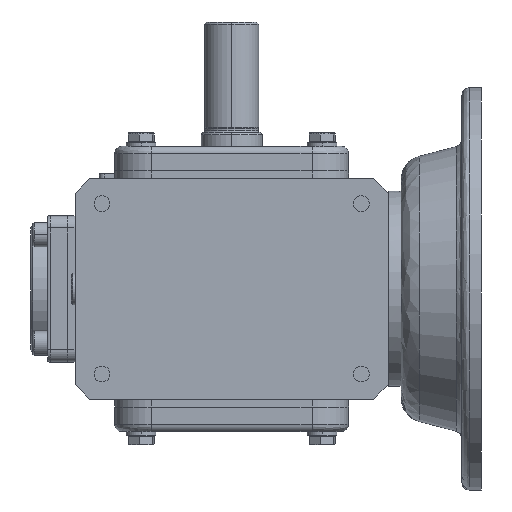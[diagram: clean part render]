
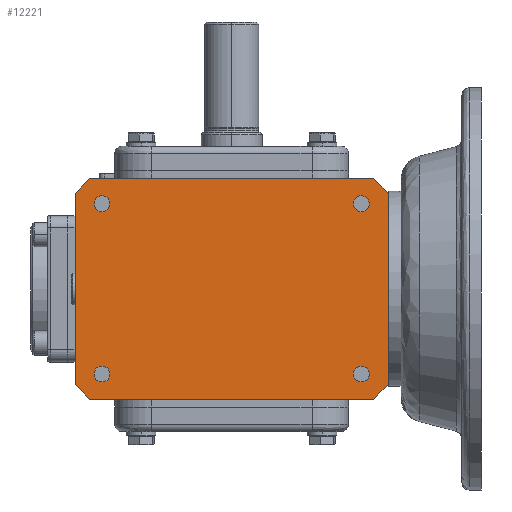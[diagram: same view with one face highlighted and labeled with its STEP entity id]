
A CAD part, front view. The second image highlights one B-rep face of the part: STEP entity #12221.
In plain terms, the highlighted planar face has unit normal (0, -1, 0).
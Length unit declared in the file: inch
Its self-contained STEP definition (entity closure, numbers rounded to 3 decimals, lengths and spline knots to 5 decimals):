
#44 = ORIENTED_EDGE ( 'NONE', *, *, #10756, .T. ) ;
#72 = VECTOR ( 'NONE', #4774, 39.37008 ) ;
#175 = VECTOR ( 'NONE', #2132, 39.37008 ) ;
#189 = CARTESIAN_POINT ( 'NONE',  ( 2.52953, -2.06181, -1.54528 ) ) ;
#194 = DIRECTION ( 'NONE',  ( 0., 1., 0. ) ) ;
#388 = VERTEX_POINT ( 'NONE', #189 ) ;
#391 = CARTESIAN_POINT ( 'NONE',  ( -2.09409, -2.06181, -1.375 ) ) ;
#400 = CARTESIAN_POINT ( 'NONE',  ( 2.09409, -2.06181, -1.375 ) ) ;
#652 = ORIENTED_EDGE ( 'NONE', *, *, #17663, .T. ) ;
#747 = DIRECTION ( 'NONE',  ( 0., 0., -1. ) ) ;
#907 = AXIS2_PLACEMENT_3D ( 'NONE', #17478, #8991, #3529 ) ;
#1013 = EDGE_CURVE ( 'NONE', #18276, #13333, #13831, .T. ) ;
#1119 = CARTESIAN_POINT ( 'NONE',  ( -2.52953, -2.06181, -1.7815 ) ) ;
#1318 = ORIENTED_EDGE ( 'NONE', *, *, #13259, .T. ) ;
#1395 = FACE_BOUND ( 'NONE', #14322, .T. ) ;
#1672 = CARTESIAN_POINT ( 'NONE',  ( -2.09409, -2.06181, 1.375 ) ) ;
#1865 = LINE ( 'NONE', #13894, #13386 ) ;
#2132 = DIRECTION ( 'NONE',  ( -1., 0., 0. ) ) ;
#2343 = CARTESIAN_POINT ( 'NONE',  ( -2.09409, -2.06181, -1.5035 ) ) ;
#2435 = CIRCLE ( 'NONE', #12378, 0.1285 ) ;
#2686 = DIRECTION ( 'NONE',  ( 0., 1., 0. ) ) ;
#2796 = EDGE_CURVE ( 'NONE', #17157, #11084, #2435, .T. ) ;
#2920 = EDGE_CURVE ( 'NONE', #6207, #4637, #5776, .T. ) ;
#3247 = CIRCLE ( 'NONE', #3689, 0.1285 ) ;
#3262 = DIRECTION ( 'NONE',  ( 0., 0., -1. ) ) ;
#3266 = ORIENTED_EDGE ( 'NONE', *, *, #8239, .T. ) ;
#3475 = PLANE ( 'NONE',  #18038 ) ;
#3492 = CARTESIAN_POINT ( 'NONE',  ( -2.09409, -2.06181, -1.375 ) ) ;
#3529 = DIRECTION ( 'NONE',  ( 0., 0., -1. ) ) ;
#3532 = CARTESIAN_POINT ( 'NONE',  ( -2.09409, -2.06181, -1.2465 ) ) ;
#3541 = VERTEX_POINT ( 'NONE', #4967 ) ;
#3599 = CARTESIAN_POINT ( 'NONE',  ( -2.52953, -2.06181, 1.54528 ) ) ;
#3603 = DIRECTION ( 'NONE',  ( -0.707, 0., 0.707 ) ) ;
#3659 = DIRECTION ( 'NONE',  ( 0., -1., 0. ) ) ;
#3689 = AXIS2_PLACEMENT_3D ( 'NONE', #14975, #12243, #747 ) ;
#4296 = DIRECTION ( 'NONE',  ( 0., 1., 0. ) ) ;
#4357 = DIRECTION ( 'NONE',  ( 0., 0., -1. ) ) ;
#4591 = VERTEX_POINT ( 'NONE', #3599 ) ;
#4637 = VERTEX_POINT ( 'NONE', #3532 ) ;
#4774 = DIRECTION ( 'NONE',  ( -0.707, 0., -0.707 ) ) ;
#4967 = CARTESIAN_POINT ( 'NONE',  ( 2.29331, -2.06181, -1.7815 ) ) ;
#5008 = CIRCLE ( 'NONE', #907, 0.1285 ) ;
#5036 = VERTEX_POINT ( 'NONE', #5774 ) ;
#5202 = FACE_OUTER_BOUND ( 'NONE', #10748, .T. ) ;
#5229 = AXIS2_PLACEMENT_3D ( 'NONE', #18088, #2686, #16835 ) ;
#5774 = CARTESIAN_POINT ( 'NONE',  ( -2.52953, -2.06181, -1.54528 ) ) ;
#5776 = CIRCLE ( 'NONE', #10721, 0.1285 ) ;
#5810 = LINE ( 'NONE', #8049, #15081 ) ;
#5833 = LINE ( 'NONE', #10479, #72 ) ;
#5855 = VECTOR ( 'NONE', #15517, 39.37008 ) ;
#6001 = EDGE_LOOP ( 'NONE', ( #14780, #11291 ) ) ;
#6207 = VERTEX_POINT ( 'NONE', #2343 ) ;
#6242 = VECTOR ( 'NONE', #9583, 39.37008 ) ;
#6739 = EDGE_LOOP ( 'NONE', ( #10856, #16826 ) ) ;
#6941 = CARTESIAN_POINT ( 'NONE',  ( 2.52953, -2.06181, 1.98819 ) ) ;
#7090 = CARTESIAN_POINT ( 'NONE',  ( 2.09409, -2.06181, 1.5035 ) ) ;
#7235 = AXIS2_PLACEMENT_3D ( 'NONE', #1672, #194, #13016 ) ;
#7332 = VECTOR ( 'NONE', #17752, 39.37008 ) ;
#7661 = EDGE_CURVE ( 'NONE', #4591, #5036, #13542, .T. ) ;
#7982 = VERTEX_POINT ( 'NONE', #10198 ) ;
#8049 = CARTESIAN_POINT ( 'NONE',  ( 2.52953, -2.06181, 1.54528 ) ) ;
#8088 = VECTOR ( 'NONE', #11054, 39.37008 ) ;
#8112 = CIRCLE ( 'NONE', #16214, 0.1285 ) ;
#8195 = CARTESIAN_POINT ( 'NONE',  ( -2.09409, -2.06181, 1.5035 ) ) ;
#8208 = ORIENTED_EDGE ( 'NONE', *, *, #7661, .T. ) ;
#8239 = EDGE_CURVE ( 'NONE', #5036, #10447, #16574, .T. ) ;
#8741 = CARTESIAN_POINT ( 'NONE',  ( 2.52953, -2.06181, 1.54528 ) ) ;
#8915 = DIRECTION ( 'NONE',  ( 0., 1., 0. ) ) ;
#8991 = DIRECTION ( 'NONE',  ( 0., 1., 0. ) ) ;
#9059 = CIRCLE ( 'NONE', #7235, 0.1285 ) ;
#9583 = DIRECTION ( 'NONE',  ( 0., 0., -1. ) ) ;
#9637 = LINE ( 'NONE', #6941, #5855 ) ;
#9937 = CARTESIAN_POINT ( 'NONE',  ( 2.29331, -2.06181, 1.7815 ) ) ;
#10176 = ORIENTED_EDGE ( 'NONE', *, *, #2920, .T. ) ;
#10182 = ORIENTED_EDGE ( 'NONE', *, *, #17942, .T. ) ;
#10198 = CARTESIAN_POINT ( 'NONE',  ( -2.09409, -2.06181, 1.2465 ) ) ;
#10447 = VERTEX_POINT ( 'NONE', #12453 ) ;
#10479 = CARTESIAN_POINT ( 'NONE',  ( -2.29331, -2.06181, 1.7815 ) ) ;
#10494 = DIRECTION ( 'NONE',  ( 0., 0., -1. ) ) ;
#10721 = AXIS2_PLACEMENT_3D ( 'NONE', #3492, #13380, #10494 ) ;
#10736 = CARTESIAN_POINT ( 'NONE',  ( 2.09409, -2.06181, -1.5035 ) ) ;
#10748 = EDGE_LOOP ( 'NONE', ( #8208, #3266, #10182, #18116, #652, #1318, #15048, #14717 ) ) ;
#10756 = EDGE_CURVE ( 'NONE', #11084, #17157, #5008, .T. ) ;
#10856 = ORIENTED_EDGE ( 'NONE', *, *, #1013, .T. ) ;
#11004 = CIRCLE ( 'NONE', #5229, 0.1285 ) ;
#11054 = DIRECTION ( 'NONE',  ( 1., 0., 0. ) ) ;
#11084 = VERTEX_POINT ( 'NONE', #7090 ) ;
#11291 = ORIENTED_EDGE ( 'NONE', *, *, #16045, .T. ) ;
#11637 = AXIS2_PLACEMENT_3D ( 'NONE', #400, #11763, #3262 ) ;
#11763 = DIRECTION ( 'NONE',  ( 0., 1., 0. ) ) ;
#12043 = CARTESIAN_POINT ( 'NONE',  ( -2.52953, -2.06181, -1.54528 ) ) ;
#12129 = EDGE_CURVE ( 'NONE', #14182, #4591, #5833, .T. ) ;
#12221 = ADVANCED_FACE ( 'NONE', ( #5202, #1395, #12703, #16008, #12273 ), #3475, .T. ) ;
#12243 = DIRECTION ( 'NONE',  ( 0., 1., 0. ) ) ;
#12273 = FACE_BOUND ( 'NONE', #6739, .T. ) ;
#12378 = AXIS2_PLACEMENT_3D ( 'NONE', #18248, #4296, #4357 ) ;
#12453 = CARTESIAN_POINT ( 'NONE',  ( -2.29331, -2.06181, -1.7815 ) ) ;
#12703 = FACE_BOUND ( 'NONE', #6001, .T. ) ;
#12722 = CARTESIAN_POINT ( 'NONE',  ( 2.09409, -2.06181, 1.2465 ) ) ;
#13016 = DIRECTION ( 'NONE',  ( 0., 0., -1. ) ) ;
#13259 = EDGE_CURVE ( 'NONE', #16080, #16604, #5810, .T. ) ;
#13333 = VERTEX_POINT ( 'NONE', #16466 ) ;
#13380 = DIRECTION ( 'NONE',  ( 0., 1., 0. ) ) ;
#13386 = VECTOR ( 'NONE', #16701, 39.37008 ) ;
#13542 = LINE ( 'NONE', #17770, #6242 ) ;
#13831 = CIRCLE ( 'NONE', #11637, 0.1285 ) ;
#13894 = CARTESIAN_POINT ( 'NONE',  ( 2.29331, -2.06181, -1.7815 ) ) ;
#14182 = VERTEX_POINT ( 'NONE', #16250 ) ;
#14322 = EDGE_LOOP ( 'NONE', ( #10176, #15248 ) ) ;
#14509 = ORIENTED_EDGE ( 'NONE', *, *, #2796, .T. ) ;
#14717 = ORIENTED_EDGE ( 'NONE', *, *, #12129, .T. ) ;
#14780 = ORIENTED_EDGE ( 'NONE', *, *, #15663, .T. ) ;
#14975 = CARTESIAN_POINT ( 'NONE',  ( 2.09409, -2.06181, -1.375 ) ) ;
#15048 = ORIENTED_EDGE ( 'NONE', *, *, #15263, .T. ) ;
#15081 = VECTOR ( 'NONE', #3603, 39.37008 ) ;
#15248 = ORIENTED_EDGE ( 'NONE', *, *, #16181, .T. ) ;
#15263 = EDGE_CURVE ( 'NONE', #16604, #14182, #16312, .T. ) ;
#15517 = DIRECTION ( 'NONE',  ( 0., 0., 1. ) ) ;
#15663 = EDGE_CURVE ( 'NONE', #7982, #18364, #9059, .T. ) ;
#16008 = FACE_BOUND ( 'NONE', #16163, .T. ) ;
#16045 = EDGE_CURVE ( 'NONE', #18364, #7982, #11004, .T. ) ;
#16080 = VERTEX_POINT ( 'NONE', #8741 ) ;
#16163 = EDGE_LOOP ( 'NONE', ( #14509, #44 ) ) ;
#16181 = EDGE_CURVE ( 'NONE', #4637, #6207, #8112, .T. ) ;
#16214 = AXIS2_PLACEMENT_3D ( 'NONE', #391, #8915, #17522 ) ;
#16230 = DIRECTION ( 'NONE',  ( 1., 0., 0. ) ) ;
#16250 = CARTESIAN_POINT ( 'NONE',  ( -2.29331, -2.06181, 1.7815 ) ) ;
#16282 = EDGE_CURVE ( 'NONE', #13333, #18276, #3247, .T. ) ;
#16312 = LINE ( 'NONE', #17646, #175 ) ;
#16466 = CARTESIAN_POINT ( 'NONE',  ( 2.09409, -2.06181, -1.2465 ) ) ;
#16574 = LINE ( 'NONE', #12043, #7332 ) ;
#16604 = VERTEX_POINT ( 'NONE', #9937 ) ;
#16701 = DIRECTION ( 'NONE',  ( 0.707, 0., 0.707 ) ) ;
#16826 = ORIENTED_EDGE ( 'NONE', *, *, #16282, .T. ) ;
#16835 = DIRECTION ( 'NONE',  ( 0., 0., -1. ) ) ;
#17157 = VERTEX_POINT ( 'NONE', #12722 ) ;
#17478 = CARTESIAN_POINT ( 'NONE',  ( 2.09409, -2.06181, 1.375 ) ) ;
#17522 = DIRECTION ( 'NONE',  ( 0., 0., -1. ) ) ;
#17646 = CARTESIAN_POINT ( 'NONE',  ( -2.52953, -2.06181, 1.7815 ) ) ;
#17663 = EDGE_CURVE ( 'NONE', #388, #16080, #9637, .T. ) ;
#17752 = DIRECTION ( 'NONE',  ( 0.707, 0., -0.707 ) ) ;
#17770 = CARTESIAN_POINT ( 'NONE',  ( -2.52953, -2.06181, 1.98819 ) ) ;
#17843 = CARTESIAN_POINT ( 'NONE',  ( -2.52953, -2.06181, 1.98819 ) ) ;
#17942 = EDGE_CURVE ( 'NONE', #10447, #3541, #18012, .T. ) ;
#17953 = EDGE_CURVE ( 'NONE', #3541, #388, #1865, .T. ) ;
#18012 = LINE ( 'NONE', #1119, #8088 ) ;
#18038 = AXIS2_PLACEMENT_3D ( 'NONE', #17843, #3659, #16230 ) ;
#18088 = CARTESIAN_POINT ( 'NONE',  ( -2.09409, -2.06181, 1.375 ) ) ;
#18116 = ORIENTED_EDGE ( 'NONE', *, *, #17953, .T. ) ;
#18248 = CARTESIAN_POINT ( 'NONE',  ( 2.09409, -2.06181, 1.375 ) ) ;
#18276 = VERTEX_POINT ( 'NONE', #10736 ) ;
#18364 = VERTEX_POINT ( 'NONE', #8195 ) ;
